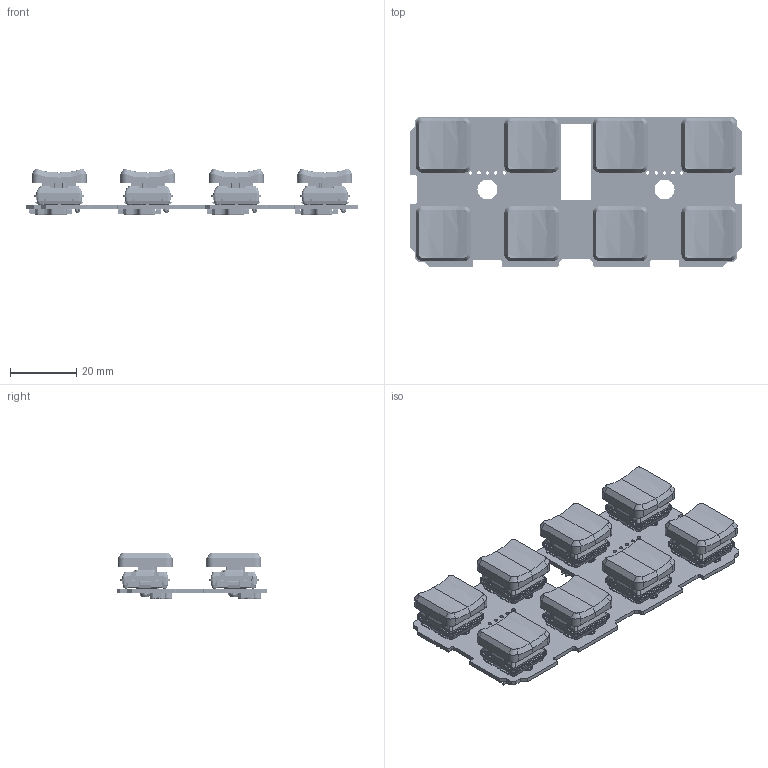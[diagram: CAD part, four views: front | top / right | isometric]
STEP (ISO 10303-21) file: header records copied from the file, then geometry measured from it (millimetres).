
FILE_DESCRIPTION(('KiCad electronic assembly'),'2;1');
FILE_NAME('PCBA-TEK1-BTNGROUP-3D.step','2024-07-05T14:27:27',('Pcbnew'), ('Kicad'),'Open CASCADE STEP processor 7.6','KiCad to STEP converter', 'Unknown');
FILE_SCHEMA(('AUTOMOTIVE_DESIGN { 1 0 10303 214 1 1 1 1 }'));
Length unit declared in the file: millimetre
Products named in the file (8): PCBA-TEK1-BTNGROUP-3D 1; KailhChocLowProfileSwitch2; Document009; KailhPG1350-socket; PG1350; PLASTIC-LOW-PROFILE-KEYCAP; Body; kibot_ihnoiqa5_PCB
Assembly tree (28 placements, depth 3):
  PCBA-TEK1-BTNGROUP-3D 1
    KailhChocLowProfileSwitch2  x8
      Document009
    KailhPG1350-socket  x8
      PG1350
    PLASTIC-LOW-PROFILE-KEYCAP  x8
      Body
    kibot_ihnoiqa5_PCB
Bounding box: 100 x 45.16 x 13.89 mm (x, y, z)
Volume: 17859.9 mm3; surface area: 30569.3 mm2
Topology: 73 solids, 73 shells, 7614 faces, 19652 edges, 12256 vertices
Faces by surface type: plane 4266, bspline 2280, cylinder 788, torus 120, cone 96, revolution 48, extrusion 16
Full cylindrical faces by diameter (mm): 1 x10, 2 x16, 3 x16, 3.5 x8, 6 x2
Entity records: 35628 total; most frequent: CARTESIAN_POINT 12571, ORIENTED_EDGE 5642, DIRECTION 3282, EDGE_CURVE 2821, VERTEX_POINT 1777, B_SPLINE_CURVE_WITH_KNOTS 1271, FACE_BOUND 1234, EDGE_LOOP 1234
